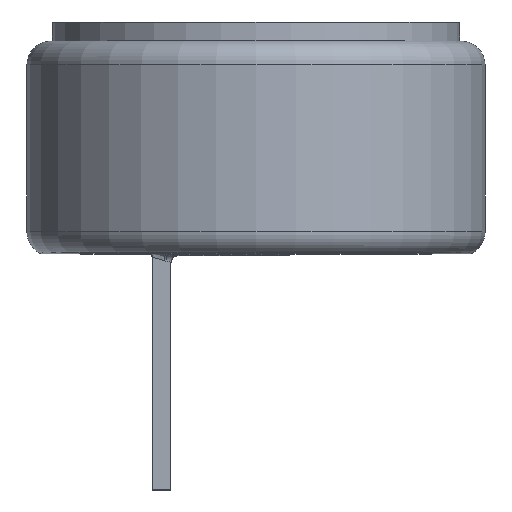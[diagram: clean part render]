
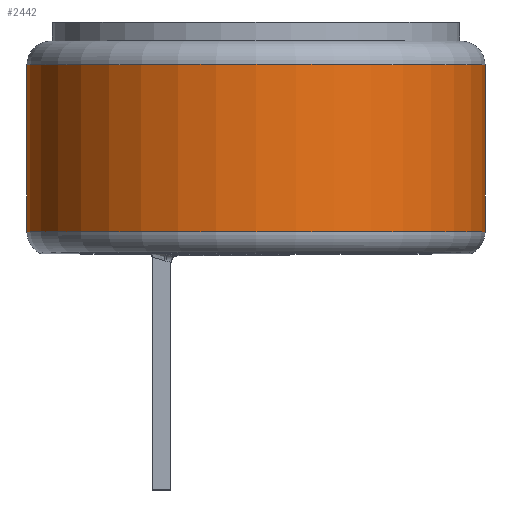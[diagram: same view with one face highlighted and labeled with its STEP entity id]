
A CAD part, top view. The second image highlights one B-rep face of the part: STEP entity #2442.
In plain terms, the highlighted cylindrical face has radius 4.85 mm (diameter 9.7 mm), a full revolution.
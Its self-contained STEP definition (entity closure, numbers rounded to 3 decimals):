
#469=FACE_OUTER_BOUND('',#628,.T.);
#628=EDGE_LOOP('',(#2189,#2190,#2191,#2192,#2193));
#746=LINE('',#5958,#830);
#830=VECTOR('',#3062,4.85);
#916=CIRCLE('',#2636,4.85);
#917=CIRCLE('',#2637,4.85);
#919=CIRCLE('',#2640,4.85);
#1143=VERTEX_POINT('',#5950);
#1144=VERTEX_POINT('',#5951);
#1145=VERTEX_POINT('',#5956);
#1495=EDGE_CURVE('',#1143,#1144,#916,.T.);
#1496=EDGE_CURVE('',#1144,#1143,#917,.T.);
#1498=EDGE_CURVE('',#1145,#1145,#919,.T.);
#1499=EDGE_CURVE('',#1145,#1144,#746,.T.);
#2189=ORIENTED_EDGE('',*,*,#1498,.F.);
#2190=ORIENTED_EDGE('',*,*,#1499,.T.);
#2191=ORIENTED_EDGE('',*,*,#1495,.F.);
#2192=ORIENTED_EDGE('',*,*,#1496,.F.);
#2193=ORIENTED_EDGE('',*,*,#1499,.F.);
#2297=CYLINDRICAL_SURFACE('',#2639,4.85);
#2442=ADVANCED_FACE('',(#469),#2297,.T.);
#2636=AXIS2_PLACEMENT_3D('',#5952,#3052,#3053);
#2637=AXIS2_PLACEMENT_3D('',#5953,#3054,#3055);
#2639=AXIS2_PLACEMENT_3D('',#5955,#3058,#3059);
#2640=AXIS2_PLACEMENT_3D('',#5957,#3060,#3061);
#3052=DIRECTION('center_axis',(0.,-1.,0.));
#3053=DIRECTION('ref_axis',(1.,0.,0.));
#3054=DIRECTION('center_axis',(0.,-1.,0.));
#3055=DIRECTION('ref_axis',(1.,0.,0.));
#3058=DIRECTION('center_axis',(0.,1.,0.));
#3059=DIRECTION('ref_axis',(-1.,0.,0.));
#3060=DIRECTION('center_axis',(0.,1.,0.));
#3061=DIRECTION('ref_axis',(-1.,0.,0.));
#3062=DIRECTION('',(0.,-1.,0.));
#5950=CARTESIAN_POINT('',(-4.832,-2.036,0.));
#5951=CARTESIAN_POINT('',(4.868,-2.036,0.));
#5952=CARTESIAN_POINT('Origin',(0.018,-2.036,0.));
#5953=CARTESIAN_POINT('Origin',(0.018,-2.036,0.));
#5955=CARTESIAN_POINT('Origin',(0.018,-0.266,0.));
#5956=CARTESIAN_POINT('',(4.868,1.504,0.));
#5957=CARTESIAN_POINT('Origin',(0.018,1.504,0.));
#5958=CARTESIAN_POINT('',(4.868,-0.266,0.));
